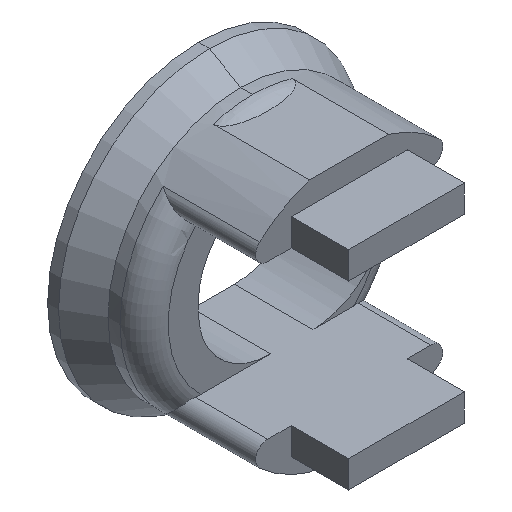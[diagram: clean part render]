
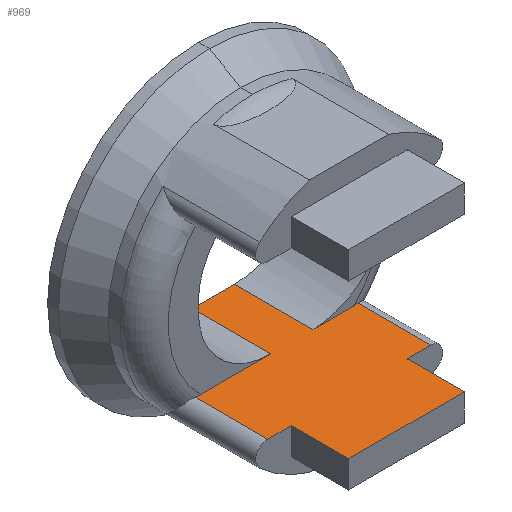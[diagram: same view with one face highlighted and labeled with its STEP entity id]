
A CAD part, isometric view. The second image highlights one B-rep face of the part: STEP entity #969.
In plain terms, the highlighted planar face has unit normal (0, 0, 1).
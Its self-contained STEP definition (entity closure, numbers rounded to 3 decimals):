
#64 = VECTOR ( 'NONE', #1311, 1000. ) ;
#71 = CARTESIAN_POINT ( 'NONE',  ( -6.353, 6., -6.375 ) ) ;
#76 = DIRECTION ( 'NONE',  ( 0., 0., 1. ) ) ;
#78 = VERTEX_POINT ( 'NONE', #1431 ) ;
#88 = LINE ( 'NONE', #848, #803 ) ;
#89 = ORIENTED_EDGE ( 'NONE', *, *, #187, .T. ) ;
#98 = CARTESIAN_POINT ( 'NONE',  ( 3., 0., -6.375 ) ) ;
#106 = DIRECTION ( 'NONE',  ( 1., 0., 0. ) ) ;
#115 = CARTESIAN_POINT ( 'NONE',  ( 0., 0., -6.375 ) ) ;
#144 = VERTEX_POINT ( 'NONE', #542 ) ;
#148 = LINE ( 'NONE', #511, #64 ) ;
#155 = AXIS2_PLACEMENT_3D ( 'NONE', #1393, #76, #966 ) ;
#185 = DIRECTION ( 'NONE',  ( 0., 1., 0. ) ) ;
#187 = EDGE_CURVE ( 'NONE', #144, #572, #758, .T. ) ;
#208 = EDGE_CURVE ( 'NONE', #1213, #144, #88, .T. ) ;
#217 = EDGE_CURVE ( 'NONE', #905, #1123, #1243, .T. ) ;
#223 = DIRECTION ( 'NONE',  ( 0., 1., 0. ) ) ;
#228 = CARTESIAN_POINT ( 'NONE',  ( 0., 6., -6.375 ) ) ;
#248 = LINE ( 'NONE', #98, #547 ) ;
#257 = DIRECTION ( 'NONE',  ( 1., 0., 0. ) ) ;
#268 = CARTESIAN_POINT ( 'NONE',  ( 0., 0., -6.375 ) ) ;
#295 = VERTEX_POINT ( 'NONE', #1120 ) ;
#298 = CARTESIAN_POINT ( 'NONE',  ( 6.487, 6., -6.375 ) ) ;
#300 = LINE ( 'NONE', #115, #381 ) ;
#302 = LINE ( 'NONE', #1218, #1242 ) ;
#308 = CARTESIAN_POINT ( 'NONE',  ( 4.8, 0., -6.375 ) ) ;
#312 = CARTESIAN_POINT ( 'NONE',  ( 6.353, 6., -6.375 ) ) ;
#319 = ORIENTED_EDGE ( 'NONE', *, *, #217, .T. ) ;
#327 = DIRECTION ( 'NONE',  ( 1., 0., 0. ) ) ;
#331 = ORIENTED_EDGE ( 'NONE', *, *, #1082, .T. ) ;
#381 = VECTOR ( 'NONE', #106, 1000. ) ;
#384 = VECTOR ( 'NONE', #720, 1000. ) ;
#396 = ORIENTED_EDGE ( 'NONE', *, *, #521, .F. ) ;
#398 = ORIENTED_EDGE ( 'NONE', *, *, #649, .F. ) ;
#404 = EDGE_CURVE ( 'NONE', #1083, #1213, #300, .T. ) ;
#410 = CARTESIAN_POINT ( 'NONE',  ( -6.62, 6.007, -6.375 ) ) ;
#446 = CARTESIAN_POINT ( 'NONE',  ( 0., 6., -6.375 ) ) ;
#474 = EDGE_CURVE ( 'NONE', #599, #1083, #1130, .T. ) ;
#480 = DIRECTION ( 'NONE',  ( 0., 1., 0. ) ) ;
#495 = CARTESIAN_POINT ( 'NONE',  ( -6.353, 6., -6.375 ) ) ;
#507 = CARTESIAN_POINT ( 'NONE',  ( 6.62, 6.007, -6.375 ) ) ;
#511 = CARTESIAN_POINT ( 'NONE',  ( -6.753, 0., -6.375 ) ) ;
#513 = CARTESIAN_POINT ( 'NONE',  ( -6.753, 6.021, -6.375 ) ) ;
#516 = ORIENTED_EDGE ( 'NONE', *, *, #718, .F. ) ;
#521 = EDGE_CURVE ( 'NONE', #810, #1374, #816, .T. ) ;
#528 = EDGE_LOOP ( 'NONE', ( #1109, #319, #1131, #673, #516, #1006, #1153, #570, #681, #89, #398, #331, #865, #396 ) ) ;
#542 = CARTESIAN_POINT ( 'NONE',  ( 6.753, 6.021, -6.375 ) ) ;
#547 = VECTOR ( 'NONE', #647, 1000. ) ;
#554 = CARTESIAN_POINT ( 'NONE',  ( 6.753, 0., -6.375 ) ) ;
#564 = VERTEX_POINT ( 'NONE', #1442 ) ;
#570 = ORIENTED_EDGE ( 'NONE', *, *, #404, .T. ) ;
#572 = VERTEX_POINT ( 'NONE', #312 ) ;
#578 = VECTOR ( 'NONE', #1057, 1000. ) ;
#599 = VERTEX_POINT ( 'NONE', #1323 ) ;
#647 = DIRECTION ( 'NONE',  ( 0., 1., 0. ) ) ;
#649 = EDGE_CURVE ( 'NONE', #1150, #572, #1091, .T. ) ;
#673 = ORIENTED_EDGE ( 'NONE', *, *, #753, .T. ) ;
#675 = CARTESIAN_POINT ( 'NONE',  ( 4.8, -4.75, -6.375 ) ) ;
#681 = ORIENTED_EDGE ( 'NONE', *, *, #208, .T. ) ;
#712 = CARTESIAN_POINT ( 'NONE',  ( -0.5, 6., -6.375 ) ) ;
#718 = EDGE_CURVE ( 'NONE', #78, #1047, #1338, .T. ) ;
#720 = DIRECTION ( 'NONE',  ( -1., 0., 0. ) ) ;
#732 = PLANE ( 'NONE',  #155 ) ;
#753 = EDGE_CURVE ( 'NONE', #564, #1047, #1071, .T. ) ;
#758 = B_SPLINE_CURVE_WITH_KNOTS ( 'NONE', 3,
 ( #1407, #507, #298, #1306 ),
 .UNSPECIFIED., .F., .F.,
 ( 4, 4 ),
 ( 0., 0. ),
 .UNSPECIFIED. ) ;
#785 = DIRECTION ( 'NONE',  ( 0., 1., 0. ) ) ;
#790 = EDGE_CURVE ( 'NONE', #599, #78, #971, .T. ) ;
#803 = VECTOR ( 'NONE', #185, 1000. ) ;
#810 = VERTEX_POINT ( 'NONE', #712 ) ;
#816 = LINE ( 'NONE', #1231, #917 ) ;
#821 = EDGE_CURVE ( 'NONE', #905, #810, #1283, .T. ) ;
#844 = EDGE_CURVE ( 'NONE', #1123, #564, #148, .T. ) ;
#848 = CARTESIAN_POINT ( 'NONE',  ( 6.753, 0., -6.375 ) ) ;
#865 = ORIENTED_EDGE ( 'NONE', *, *, #1247, .F. ) ;
#888 = VECTOR ( 'NONE', #257, 1000. ) ;
#898 = DIRECTION ( 'NONE',  ( 1., 0., 0. ) ) ;
#905 = VERTEX_POINT ( 'NONE', #495 ) ;
#917 = VECTOR ( 'NONE', #223, 1000. ) ;
#950 = CARTESIAN_POINT ( 'NONE',  ( -4.8, 0., -6.375 ) ) ;
#959 = CARTESIAN_POINT ( 'NONE',  ( -0.5, 12.5, -6.375 ) ) ;
#966 = DIRECTION ( 'NONE',  ( 1., 0., 0. ) ) ;
#969 = ADVANCED_FACE ( 'NONE', ( #1403 ), #732, .T. ) ;
#971 = LINE ( 'NONE', #1362, #384 ) ;
#996 = CARTESIAN_POINT ( 'NONE',  ( -6.753, 6.021, -6.375 ) ) ;
#1006 = ORIENTED_EDGE ( 'NONE', *, *, #790, .F. ) ;
#1038 = VECTOR ( 'NONE', #327, 1000. ) ;
#1047 = VERTEX_POINT ( 'NONE', #950 ) ;
#1057 = DIRECTION ( 'NONE',  ( 1., 0., 0. ) ) ;
#1071 = LINE ( 'NONE', #268, #888 ) ;
#1081 = CARTESIAN_POINT ( 'NONE',  ( -6.487, 6., -6.375 ) ) ;
#1082 = EDGE_CURVE ( 'NONE', #1150, #295, #248, .T. ) ;
#1083 = VERTEX_POINT ( 'NONE', #308 ) ;
#1088 = CARTESIAN_POINT ( 'NONE',  ( 3., 6., -6.375 ) ) ;
#1091 = LINE ( 'NONE', #228, #1038 ) ;
#1109 = ORIENTED_EDGE ( 'NONE', *, *, #821, .F. ) ;
#1120 = CARTESIAN_POINT ( 'NONE',  ( 3., 12.5, -6.375 ) ) ;
#1123 = VERTEX_POINT ( 'NONE', #996 ) ;
#1130 = LINE ( 'NONE', #675, #1281 ) ;
#1131 = ORIENTED_EDGE ( 'NONE', *, *, #844, .T. ) ;
#1143 = CARTESIAN_POINT ( 'NONE',  ( -4.8, -4.75, -6.375 ) ) ;
#1150 = VERTEX_POINT ( 'NONE', #1088 ) ;
#1153 = ORIENTED_EDGE ( 'NONE', *, *, #474, .T. ) ;
#1213 = VERTEX_POINT ( 'NONE', #554 ) ;
#1218 = CARTESIAN_POINT ( 'NONE',  ( 0., 12.5, -6.375 ) ) ;
#1231 = CARTESIAN_POINT ( 'NONE',  ( -0.5, 0., -6.375 ) ) ;
#1242 = VECTOR ( 'NONE', #898, 1000. ) ;
#1243 = B_SPLINE_CURVE_WITH_KNOTS ( 'NONE', 3,
 ( #71, #1081, #410, #513 ),
 .UNSPECIFIED., .F., .F.,
 ( 4, 4 ),
 ( 0., 0. ),
 .UNSPECIFIED. ) ;
#1247 = EDGE_CURVE ( 'NONE', #1374, #295, #302, .T. ) ;
#1281 = VECTOR ( 'NONE', #785, 1000. ) ;
#1283 = LINE ( 'NONE', #446, #578 ) ;
#1300 = VECTOR ( 'NONE', #480, 1000. ) ;
#1306 = CARTESIAN_POINT ( 'NONE',  ( 6.353, 6., -6.375 ) ) ;
#1311 = DIRECTION ( 'NONE',  ( 0., -1., 0. ) ) ;
#1323 = CARTESIAN_POINT ( 'NONE',  ( 4.8, -4.75, -6.375 ) ) ;
#1338 = LINE ( 'NONE', #1143, #1300 ) ;
#1362 = CARTESIAN_POINT ( 'NONE',  ( -4.8, -4.75, -6.375 ) ) ;
#1374 = VERTEX_POINT ( 'NONE', #959 ) ;
#1393 = CARTESIAN_POINT ( 'NONE',  ( 0., 0., -6.375 ) ) ;
#1403 = FACE_OUTER_BOUND ( 'NONE', #528, .T. ) ;
#1407 = CARTESIAN_POINT ( 'NONE',  ( 6.753, 6.021, -6.375 ) ) ;
#1431 = CARTESIAN_POINT ( 'NONE',  ( -4.8, -4.75, -6.375 ) ) ;
#1442 = CARTESIAN_POINT ( 'NONE',  ( -6.753, 0., -6.375 ) ) ;
